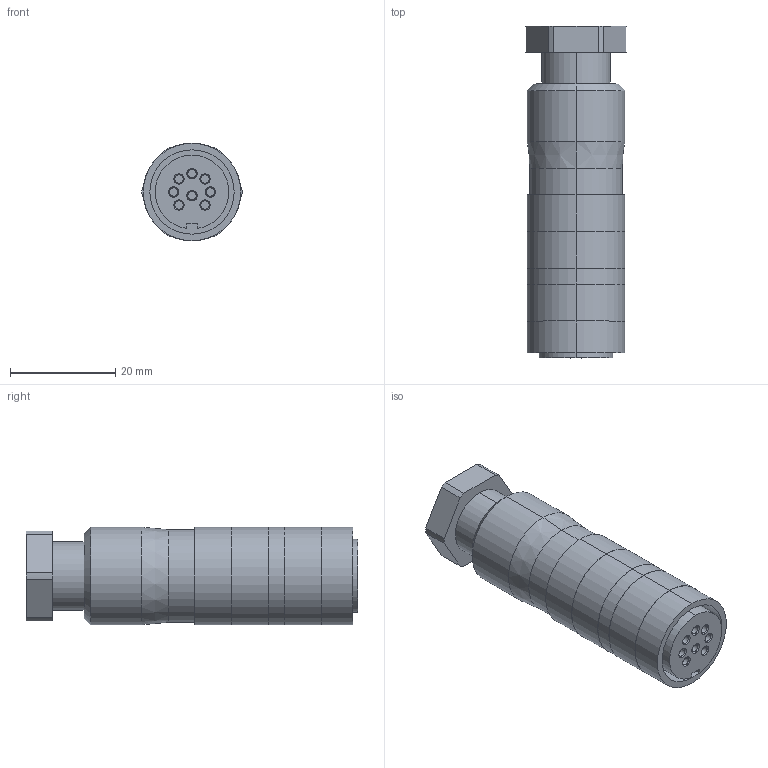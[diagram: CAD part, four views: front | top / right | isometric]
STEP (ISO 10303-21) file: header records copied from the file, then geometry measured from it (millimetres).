
FILE_DESCRIPTION((''),'2;1');
FILE_NAME('99-5672-15-08.stp','2005-04-22T10:05:54',('generator'),(''),'Autodesk Inventor 7','Autodesk Inventor 7','');
FILE_SCHEMA(('AUTOMOTIVE_DESIGN { 1 0 10303 214 1 1 1 1 }'));
Length unit declared in the file: millimetre
Products named in the file (1): 99-5672-15-08
Bounding box: 19 x 63 x 18.6 mm (x, y, z)
Volume: 14734.9 mm3; surface area: 5848 mm2
Topology: 1 solids, 1 shells, 95 faces, 201 edges, 126 vertices
Faces by surface type: cylinder 44, plane 29, cone 22
Entity records: 2594 total; most frequent: DIRECTION 501, CARTESIAN_POINT 423, ORIENTED_EDGE 402, AXIS2_PLACEMENT_3D 204, EDGE_CURVE 201, VERTEX_POINT 126, EDGE_LOOP 113, CIRCLE 108
